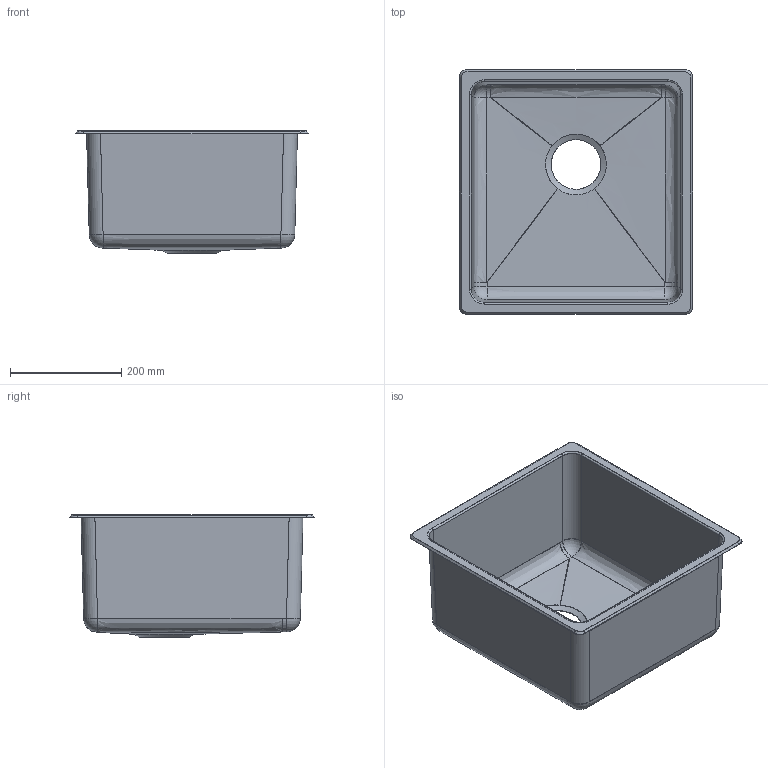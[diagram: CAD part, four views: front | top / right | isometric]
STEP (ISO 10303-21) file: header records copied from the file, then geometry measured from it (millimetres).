
FILE_DESCRIPTION(/* description */ (''),/* implementation_level */ '2;1');
FILE_NAME(/* name */ 'HD4442',/* time_stamp */ '2020-03-09T15:02:06+08:00',/* author */ (''),/* organization */ (''),/* preprocessor_version */ 'ST-DEVELOPER v9',/* originating_system */ 'UGS - NX 4.0',/* authorisation */ '');
FILE_SCHEMA (('AUTOMOTIVE_DESIGN { 1 0 10303 214 1 1 1 1 }'));
Length unit declared in the file: millimetre
Products named in the file (1): Admi97FEwxt1
Bounding box: 420 x 440 x 220 mm (x, y, z)
Volume: 472727.4 mm3; surface area: 942819.9 mm2
Topology: 1 solids, 1 shells, 103 faces, 266 edges, 159 vertices
Faces by surface type: bspline 42, cylinder 24, plane 20, sphere 16, extrusion 1
Entity records: 4660 total; most frequent: CARTESIAN_POINT 2478, ORIENTED_EDGE 504, DIRECTION 379, EDGE_CURVE 252, AXIS2_PLACEMENT_3D 157, VERTEX_POINT 156, EDGE_LOOP 110, ADVANCED_FACE 103
